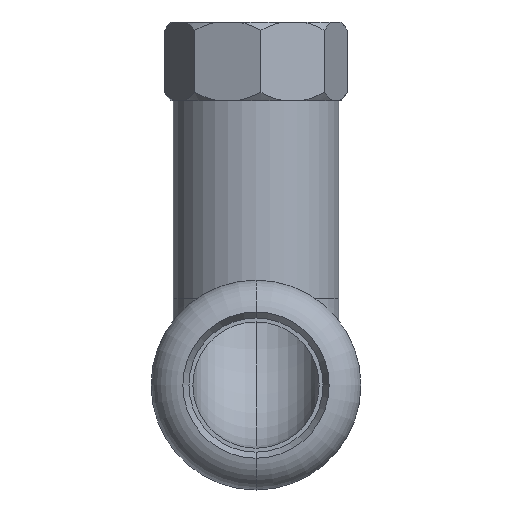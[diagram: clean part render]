
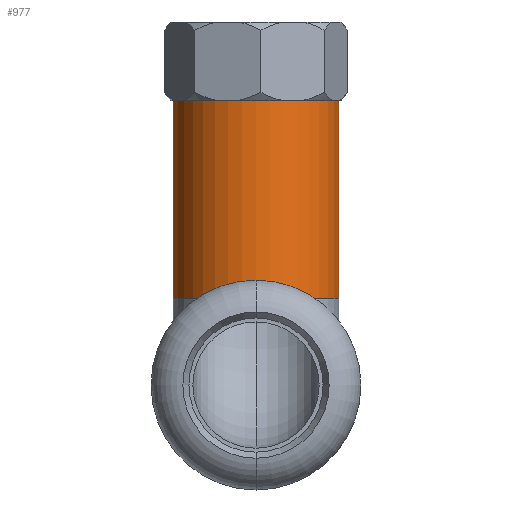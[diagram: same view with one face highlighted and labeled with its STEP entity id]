
A CAD part, front view. The second image highlights one B-rep face of the part: STEP entity #977.
In plain terms, the highlighted cylindrical face has radius 10.5 mm (diameter 21 mm), a partial arc.
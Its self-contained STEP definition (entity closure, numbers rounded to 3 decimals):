
#22 = CIRCLE ( 'NONE', #990, 10.5 ) ;
#57 = EDGE_CURVE ( 'NONE', #207, #647, #657, .T. ) ;
#62 = CARTESIAN_POINT ( 'NONE',  ( -10.5, 43., 11. ) ) ;
#103 = AXIS2_PLACEMENT_3D ( 'NONE', #1231, #1358, #455 ) ;
#156 = VECTOR ( 'NONE', #1727, 1000. ) ;
#207 = VERTEX_POINT ( 'NONE', #970 ) ;
#236 = CARTESIAN_POINT ( 'NONE',  ( 0., 43., 36. ) ) ;
#249 = EDGE_CURVE ( 'NONE', #891, #1270, #535, .T. ) ;
#318 = FACE_OUTER_BOUND ( 'NONE', #1006, .T. ) ;
#360 = DIRECTION ( 'NONE',  ( 0., 0., 1. ) ) ;
#401 = DIRECTION ( 'NONE',  ( 0., 0., -1. ) ) ;
#455 = DIRECTION ( 'NONE',  ( 1., 0., 0. ) ) ;
#535 = CIRCLE ( 'NONE', #1640, 10.5 ) ;
#566 = ORIENTED_EDGE ( 'NONE', *, *, #249, .F. ) ;
#594 = AXIS2_PLACEMENT_3D ( 'NONE', #1419, #401, #1288 ) ;
#647 = VERTEX_POINT ( 'NONE', #62 ) ;
#657 = CIRCLE ( 'NONE', #594, 10.5 ) ;
#664 = LINE ( 'NONE', #1389, #1165 ) ;
#666 = ORIENTED_EDGE ( 'NONE', *, *, #1540, .T. ) ;
#708 = CARTESIAN_POINT ( 'NONE',  ( 0., 43., 11. ) ) ;
#758 = CYLINDRICAL_SURFACE ( 'NONE', #103, 10.5 ) ;
#792 = EDGE_CURVE ( 'NONE', #1314, #207, #22, .T. ) ;
#891 = VERTEX_POINT ( 'NONE', #1188 ) ;
#970 = CARTESIAN_POINT ( 'NONE',  ( 0., 32.5, 11. ) ) ;
#977 = ADVANCED_FACE ( 'NONE', ( #318 ), #758, .T. ) ;
#990 = AXIS2_PLACEMENT_3D ( 'NONE', #708, #1450, #1890 ) ;
#1006 = EDGE_LOOP ( 'NONE', ( #1346, #1277, #1735, #666, #566 ) ) ;
#1165 = VECTOR ( 'NONE', #1688, 1000. ) ;
#1182 = CARTESIAN_POINT ( 'NONE',  ( 10.5, 43., 11. ) ) ;
#1188 = CARTESIAN_POINT ( 'NONE',  ( -10.5, 43., 36. ) ) ;
#1231 = CARTESIAN_POINT ( 'NONE',  ( 0., 43., 11. ) ) ;
#1261 = LINE ( 'NONE', #1585, #156 ) ;
#1270 = VERTEX_POINT ( 'NONE', #1604 ) ;
#1277 = ORIENTED_EDGE ( 'NONE', *, *, #57, .F. ) ;
#1288 = DIRECTION ( 'NONE',  ( 0., 1., 0. ) ) ;
#1314 = VERTEX_POINT ( 'NONE', #1182 ) ;
#1346 = ORIENTED_EDGE ( 'NONE', *, *, #1598, .F. ) ;
#1358 = DIRECTION ( 'NONE',  ( 0., 0., 1. ) ) ;
#1389 = CARTESIAN_POINT ( 'NONE',  ( 10.5, 43., 11. ) ) ;
#1419 = CARTESIAN_POINT ( 'NONE',  ( 0., 43., 11. ) ) ;
#1450 = DIRECTION ( 'NONE',  ( 0., 0., -1. ) ) ;
#1540 = EDGE_CURVE ( 'NONE', #1314, #1270, #664, .T. ) ;
#1585 = CARTESIAN_POINT ( 'NONE',  ( -10.5, 43., 11. ) ) ;
#1598 = EDGE_CURVE ( 'NONE', #647, #891, #1261, .T. ) ;
#1604 = CARTESIAN_POINT ( 'NONE',  ( 10.5, 43., 36. ) ) ;
#1640 = AXIS2_PLACEMENT_3D ( 'NONE', #236, #360, #1860 ) ;
#1688 = DIRECTION ( 'NONE',  ( 0., 0., 1. ) ) ;
#1727 = DIRECTION ( 'NONE',  ( 0., 0., 1. ) ) ;
#1735 = ORIENTED_EDGE ( 'NONE', *, *, #792, .F. ) ;
#1860 = DIRECTION ( 'NONE',  ( 1., 0., 0. ) ) ;
#1890 = DIRECTION ( 'NONE',  ( 0., 1., 0. ) ) ;
